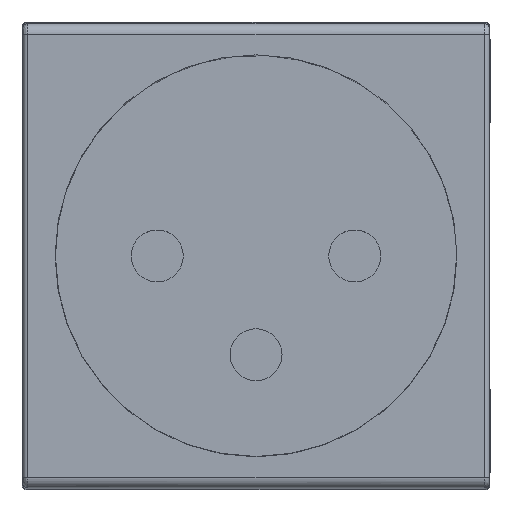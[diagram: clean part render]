
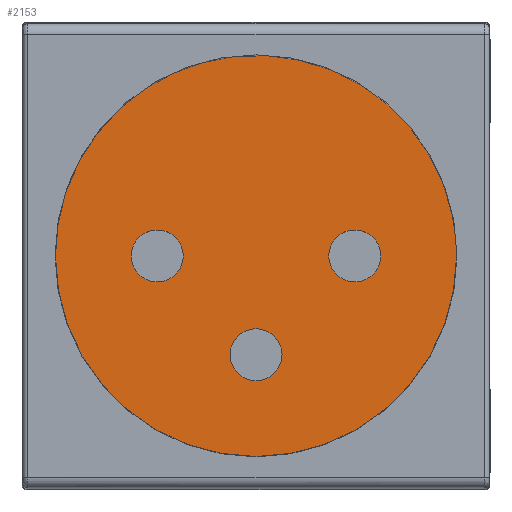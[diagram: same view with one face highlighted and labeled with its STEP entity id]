
A CAD part, top view. The second image highlights one B-rep face of the part: STEP entity #2153.
In plain terms, the highlighted planar face has unit normal (0, 0, 1).
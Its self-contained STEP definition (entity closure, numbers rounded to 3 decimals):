
#2046=AXIS2_PLACEMENT_3D('Circle Axis2P3D',#2044,#2045,$) ;
#2093=AXIS2_PLACEMENT_3D('Plane Axis2P3D',#2090,#2091,#2092) ;
#2101=AXIS2_PLACEMENT_3D('Circle Axis2P3D',#2099,#2100,$) ;
#2110=AXIS2_PLACEMENT_3D('Circle Axis2P3D',#2108,#2109,$) ;
#2119=AXIS2_PLACEMENT_3D('Circle Axis2P3D',#2117,#2118,$) ;
#2128=AXIS2_PLACEMENT_3D('Circle Axis2P3D',#2126,#2127,$) ;
#2137=AXIS2_PLACEMENT_3D('Circle Axis2P3D',#2135,#2136,$) ;
#2146=AXIS2_PLACEMENT_3D('Circle Axis2P3D',#2144,#2145,$) ;
#2025=CARTESIAN_POINT('Vertex',(-19.284,0.,19.9)) ;
#2041=CARTESIAN_POINT('Vertex',(19.284,0.,19.9)) ;
#2044=CARTESIAN_POINT('Axis2P3D Location',(0.,0.,19.9)) ;
#2067=CARTESIAN_POINT('Control Point',(-19.284,0.,19.9)) ;
#2068=CARTESIAN_POINT('Control Point',(-19.284,3.445,19.9)) ;
#2069=CARTESIAN_POINT('Control Point',(-18.515,6.89,19.9)) ;
#2070=CARTESIAN_POINT('Control Point',(-16.975,10.105,19.9)) ;
#2071=CARTESIAN_POINT('Control Point',(-12.572,15.623,19.9)) ;
#2072=CARTESIAN_POINT('Control Point',(-6.24,18.744,19.9)) ;
#2073=CARTESIAN_POINT('Control Point',(-2.77,19.56,19.9)) ;
#2074=CARTESIAN_POINT('Control Point',(4.289,19.589,19.9)) ;
#2075=CARTESIAN_POINT('Control Point',(10.69,16.613,19.9)) ;
#2076=CARTESIAN_POINT('Control Point',(13.502,14.421,19.9)) ;
#2077=CARTESIAN_POINT('Control Point',(16.877,10.263,19.9)) ;
#2078=CARTESIAN_POINT('Control Point',(18.666,5.315,19.9)) ;
#2079=CARTESIAN_POINT('Control Point',(19.078,3.564,19.9)) ;
#2080=CARTESIAN_POINT('Control Point',(19.284,1.782,19.9)) ;
#2081=CARTESIAN_POINT('Control Point',(19.284,0.,19.9)) ;
#2090=CARTESIAN_POINT('Axis2P3D Location',(0.,0.,19.9)) ;
#2099=CARTESIAN_POINT('Axis2P3D Location',(-9.5,0.,19.9)) ;
#2103=CARTESIAN_POINT('Vertex',(-11.268,-1.768,19.9)) ;
#2105=CARTESIAN_POINT('Vertex',(-7.732,1.768,19.9)) ;
#2108=CARTESIAN_POINT('Axis2P3D Location',(-9.5,0.,19.9)) ;
#2117=CARTESIAN_POINT('Axis2P3D Location',(9.5,0.,19.9)) ;
#2121=CARTESIAN_POINT('Vertex',(11.268,-1.768,19.9)) ;
#2123=CARTESIAN_POINT('Vertex',(7.732,1.768,19.9)) ;
#2126=CARTESIAN_POINT('Axis2P3D Location',(9.5,0.,19.9)) ;
#2135=CARTESIAN_POINT('Axis2P3D Location',(0.,-9.5,19.9)) ;
#2139=CARTESIAN_POINT('Vertex',(-2.5,-9.5,19.9)) ;
#2141=CARTESIAN_POINT('Vertex',(2.5,-9.5,19.9)) ;
#2144=CARTESIAN_POINT('Axis2P3D Location',(0.,-9.5,19.9)) ;
#2045=DIRECTION('Axis2P3D Direction',(-0.,0.,1.)) ;
#2091=DIRECTION('Axis2P3D Direction',(0.,0.,-1.)) ;
#2092=DIRECTION('Axis2P3D XDirection',(1.,0.,0.)) ;
#2100=DIRECTION('Axis2P3D Direction',(0.,0.,-1.)) ;
#2109=DIRECTION('Axis2P3D Direction',(0.,0.,-1.)) ;
#2118=DIRECTION('Axis2P3D Direction',(0.,0.,-1.)) ;
#2127=DIRECTION('Axis2P3D Direction',(0.,0.,-1.)) ;
#2136=DIRECTION('Axis2P3D Direction',(0.,0.,-1.)) ;
#2145=DIRECTION('Axis2P3D Direction',(0.,0.,-1.)) ;
#2096=ORIENTED_EDGE('',*,*,#2048,.T.) ;
#2097=ORIENTED_EDGE('',*,*,#2082,.T.) ;
#2114=ORIENTED_EDGE('',*,*,#2107,.T.) ;
#2115=ORIENTED_EDGE('',*,*,#2112,.T.) ;
#2132=ORIENTED_EDGE('',*,*,#2125,.F.) ;
#2133=ORIENTED_EDGE('',*,*,#2130,.F.) ;
#2150=ORIENTED_EDGE('',*,*,#2143,.T.) ;
#2151=ORIENTED_EDGE('',*,*,#2148,.T.) ;
#2116=FACE_BOUND('',#2113,.T.) ;
#2134=FACE_BOUND('',#2131,.T.) ;
#2152=FACE_BOUND('',#2149,.T.) ;
#2153=ADVANCED_FACE('PartBody',(#2098,#2116,#2134,#2152),#2094,.F.) ;
#2066=B_SPLINE_CURVE_WITH_KNOTS('',5,(#2067,#2068,#2069,#2070,#2071,#2072,#2073,#2074,#2075,#2076,#2077,#2078,#2079,#2080,#2081),.UNSPECIFIED.,.F.,.U.,(6,3,3,3,6),(0.,24.337,48.673,73.01,85.6),.UNSPECIFIED.) ;
#2047=CIRCLE('generated circle',#2046,19.284) ;
#2102=CIRCLE('generated circle',#2101,2.5) ;
#2111=CIRCLE('generated circle',#2110,2.5) ;
#2120=CIRCLE('generated circle',#2119,2.5) ;
#2129=CIRCLE('generated circle',#2128,2.5) ;
#2138=CIRCLE('generated circle',#2137,2.5) ;
#2147=CIRCLE('generated circle',#2146,2.5) ;
#2048=EDGE_CURVE('',#2026,#2042,#2047,.T.) ;
#2082=EDGE_CURVE('',#2042,#2026,#2066,.F.) ;
#2107=EDGE_CURVE('',#2104,#2106,#2102,.T.) ;
#2112=EDGE_CURVE('',#2106,#2104,#2111,.T.) ;
#2125=EDGE_CURVE('',#2122,#2124,#2120,.F.) ;
#2130=EDGE_CURVE('',#2124,#2122,#2129,.F.) ;
#2143=EDGE_CURVE('',#2140,#2142,#2138,.T.) ;
#2148=EDGE_CURVE('',#2142,#2140,#2147,.T.) ;
#2095=EDGE_LOOP('',(#2096,#2097)) ;
#2113=EDGE_LOOP('',(#2114,#2115)) ;
#2131=EDGE_LOOP('',(#2132,#2133)) ;
#2149=EDGE_LOOP('',(#2150,#2151)) ;
#2098=FACE_OUTER_BOUND('',#2095,.T.) ;
#2094=PLANE('',#2093) ;
#2026=VERTEX_POINT('',#2025) ;
#2042=VERTEX_POINT('',#2041) ;
#2104=VERTEX_POINT('',#2103) ;
#2106=VERTEX_POINT('',#2105) ;
#2122=VERTEX_POINT('',#2121) ;
#2124=VERTEX_POINT('',#2123) ;
#2140=VERTEX_POINT('',#2139) ;
#2142=VERTEX_POINT('',#2141) ;
